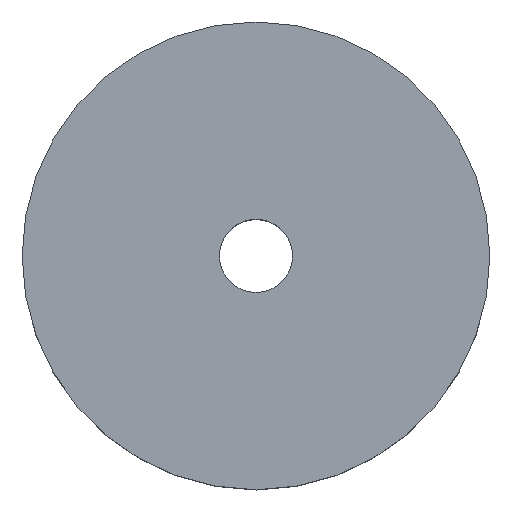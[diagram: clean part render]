
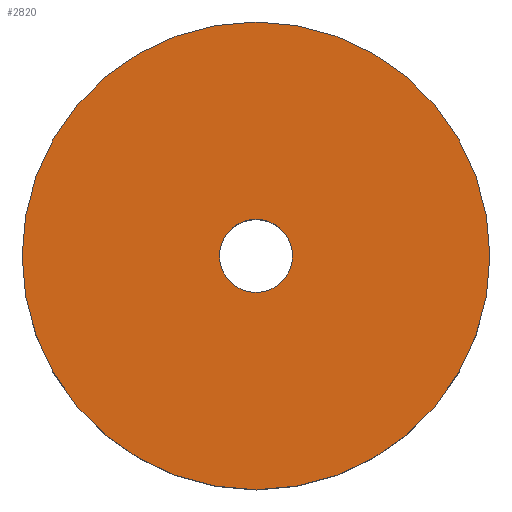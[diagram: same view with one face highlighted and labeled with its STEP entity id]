
A CAD part, top view. The second image highlights one B-rep face of the part: STEP entity #2820.
In plain terms, the highlighted planar face has unit normal (0, 0, 1).
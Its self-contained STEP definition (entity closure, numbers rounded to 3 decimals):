
#20=FACE_BOUND('',#794,.T.);
#444=CIRCLE('',#3047,16.);
#445=CIRCLE('',#3049,2.5);
#446=CIRCLE('',#3050,2.5);
#608=FACE_OUTER_BOUND('',#793,.T.);
#793=EDGE_LOOP('',(#2482));
#794=EDGE_LOOP('',(#2483,#2484));
#1342=VERTEX_POINT('',#14451);
#1343=VERTEX_POINT('',#14455);
#1344=VERTEX_POINT('',#14456);
#1736=EDGE_CURVE('',#1342,#1342,#444,.T.);
#1738=EDGE_CURVE('',#1343,#1344,#445,.T.);
#1739=EDGE_CURVE('',#1344,#1343,#446,.T.);
#2482=ORIENTED_EDGE('',*,*,#1736,.T.);
#2483=ORIENTED_EDGE('',*,*,#1738,.T.);
#2484=ORIENTED_EDGE('',*,*,#1739,.T.);
#2670=PLANE('',#3048);
#2820=ADVANCED_FACE('',(#608,#20),#2670,.F.);
#3047=AXIS2_PLACEMENT_3D('',#14452,#3450,#3451);
#3048=AXIS2_PLACEMENT_3D('',#14454,#3453,#3454);
#3049=AXIS2_PLACEMENT_3D('',#14457,#3455,#3456);
#3050=AXIS2_PLACEMENT_3D('',#14458,#3457,#3458);
#3450=DIRECTION('center_axis',(0.,0.,1.));
#3451=DIRECTION('ref_axis',(-1.,0.,0.));
#3453=DIRECTION('center_axis',(0.,0.,-1.));
#3454=DIRECTION('ref_axis',(-1.,0.,0.));
#3455=DIRECTION('center_axis',(0.,0.,-1.));
#3456=DIRECTION('ref_axis',(-1.,0.,0.));
#3457=DIRECTION('center_axis',(0.,0.,-1.));
#3458=DIRECTION('ref_axis',(-1.,0.,0.));
#14451=CARTESIAN_POINT('',(16.,0.,11.));
#14452=CARTESIAN_POINT('Origin',(0.,0.,11.));
#14454=CARTESIAN_POINT('Origin',(0.,0.,11.));
#14455=CARTESIAN_POINT('',(2.5,0.,11.));
#14456=CARTESIAN_POINT('',(-2.5,0.,11.));
#14457=CARTESIAN_POINT('Origin',(0.,0.,11.));
#14458=CARTESIAN_POINT('Origin',(0.,0.,11.));
